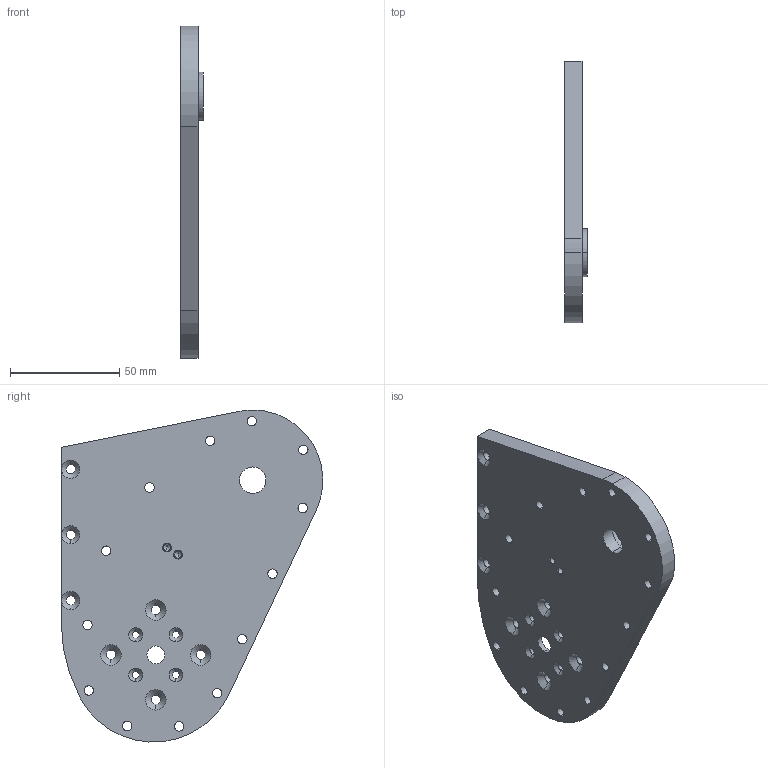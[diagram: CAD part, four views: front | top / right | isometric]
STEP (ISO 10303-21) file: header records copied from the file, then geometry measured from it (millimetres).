
FILE_DESCRIPTION (( 'STEP AP203' ), '1' );
FILE_NAME ('TIT-006-A-Support-roue-motrice-lateral-gauche.STEP', '2022-05-25T11:54:06', ( '' ), ( '' ), 'SwSTEP 2.0', 'SolidWorks 2016', '' );
FILE_SCHEMA (( 'CONFIG_CONTROL_DESIGN' ));
Length unit declared in the file: millimetre
Products named in the file (1): TIT-006-A-Support-roue-motrice-lateral-gauche
Bounding box: 10.5 x 119.53 x 151.75 mm (x, y, z)
Volume: 101945.7 mm3; surface area: 33437.1 mm2
Topology: 1 solids, 1 shells, 112 faces, 283 edges, 176 vertices
Faces by surface type: cylinder 70, cone 32, plane 10
Entity records: 3572 total; most frequent: DIRECTION 673, CARTESIAN_POINT 568, ORIENTED_EDGE 558, AXIS2_PLACEMENT_3D 281, EDGE_CURVE 279, VERTEX_POINT 176, EDGE_LOOP 171, CIRCLE 168
